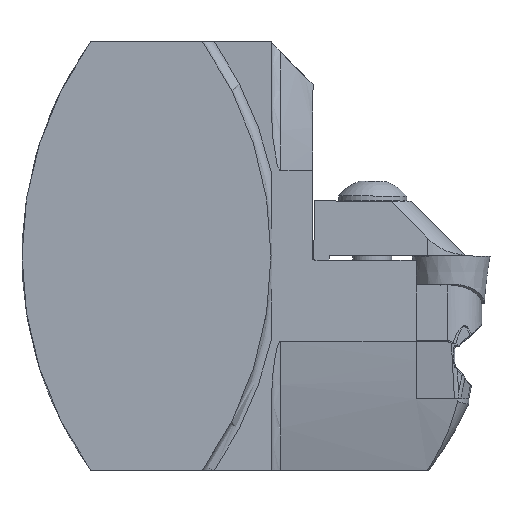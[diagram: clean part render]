
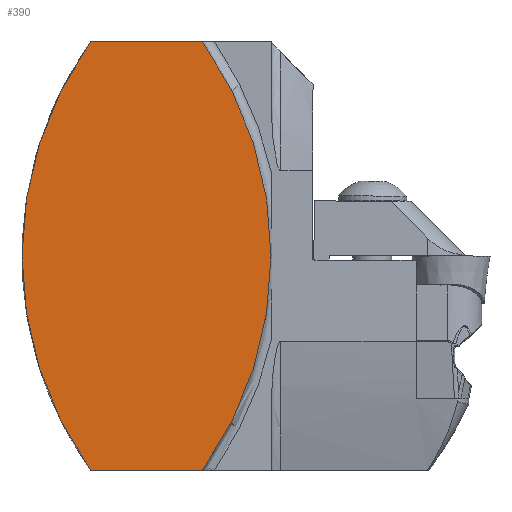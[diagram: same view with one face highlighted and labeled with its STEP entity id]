
A CAD part, top view. The second image highlights one B-rep face of the part: STEP entity #390.
In plain terms, the highlighted planar face has unit normal (0, 0, 1).
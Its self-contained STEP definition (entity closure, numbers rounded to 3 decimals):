
#305=CIRCLE('',#2150,60.25);
#307=CIRCLE('',#2153,60.25);
#390=ADVANCED_FACE('',(#558),#498,.T.);
#498=PLANE('',#2193);
#558=FACE_OUTER_BOUND('',#671,.T.);
#671=EDGE_LOOP('',(#919,#920,#921,#922));
#919=ORIENTED_EDGE('',*,*,#1561,.F.);
#920=ORIENTED_EDGE('',*,*,#1552,.F.);
#921=ORIENTED_EDGE('',*,*,#1569,.T.);
#922=ORIENTED_EDGE('',*,*,#1555,.T.);
#1368=VERTEX_POINT('',#2926);
#1369=VERTEX_POINT('',#2928);
#1371=VERTEX_POINT('',#2934);
#1372=VERTEX_POINT('',#2935);
#1552=EDGE_CURVE('',#1368,#1369,#305,.T.);
#1555=EDGE_CURVE('',#1371,#1372,#307,.T.);
#1561=EDGE_CURVE('',#1369,#1372,#1844,.T.);
#1569=EDGE_CURVE('',#1368,#1371,#1849,.T.);
#1844=LINE('',#2952,#1962);
#1849=LINE('',#3008,#1967);
#1962=VECTOR('',#2398,1.);
#1967=VECTOR('',#2405,1.);
#2150=AXIS2_PLACEMENT_3D('',#2927,#2383,#2384);
#2153=AXIS2_PLACEMENT_3D('',#2933,#2390,#2391);
#2193=AXIS2_PLACEMENT_3D('',#3199,#2504,#2505);
#2383=DIRECTION('',(0.,0.,-1.));
#2384=DIRECTION('',(1.,0.,0.));
#2390=DIRECTION('',(0.,0.,1.));
#2391=DIRECTION('',(1.,0.,0.));
#2398=DIRECTION('',(-1.,0.,0.));
#2405=DIRECTION('',(-1.,0.,0.));
#2504=DIRECTION('',(0.,0.,1.));
#2505=DIRECTION('',(1.,0.,0.));
#2926=CARTESIAN_POINT('',(9.041,35.,0.));
#2927=CARTESIAN_POINT('',(-40.,0.,0.));
#2928=CARTESIAN_POINT('',(9.041,-35.,0.));
#2933=CARTESIAN_POINT('',(39.85,0.,0.));
#2934=CARTESIAN_POINT('',(-9.191,35.,0.));
#2935=CARTESIAN_POINT('',(-9.191,-35.,0.));
#2952=CARTESIAN_POINT('',(47.06,-35.,0.));
#3008=CARTESIAN_POINT('',(47.06,35.,0.));
#3199=CARTESIAN_POINT('',(0.,0.,0.));
